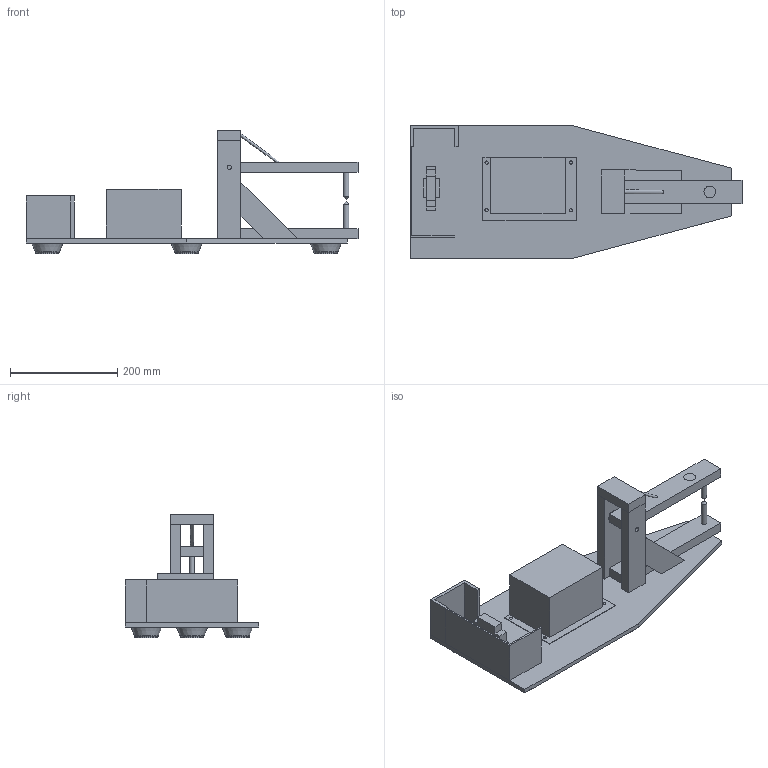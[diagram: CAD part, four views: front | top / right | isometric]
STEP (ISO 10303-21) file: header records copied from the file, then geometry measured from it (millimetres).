
FILE_DESCRIPTION(/* description */ (''),/* implementation_level */ '2;1');
FILE_NAME(/* name */ 'MOT Welder.step',/* time_stamp */ '2024-08-17T00:47:15+02:00',/* author */ (''),/* organization */ (''),/* preprocessor_version */ 'ST-DEVELOPER v20',/* originating_system */ 'Autodesk Translation Framework v13.14.0.145',/* authorisation */ '');
FILE_SCHEMA (('AUTOMOTIVE_DESIGN { 1 0 10303 214 3 1 1 }'));
Length unit declared in the file: millimetre
Products named in the file (1): MOT Welder
Bounding box: 620 x 250 x 230.5 mm (x, y, z)
Volume: 3763083.6 mm3; surface area: 643833 mm2
Topology: 22 solids, 22 shells, 146 faces, 294 edges, 192 vertices
Faces by surface type: plane 116, cylinder 17, cone 7, torus 5, bspline 1
Full cylindrical faces by diameter (mm): 6 x4, 8 x2, 10 x2, 22 x4, 43 x5
Entity records: 4008 total; most frequent: CARTESIAN_POINT 817, DIRECTION 635, ORIENTED_EDGE 584, EDGE_CURVE 292, LINE 241, VECTOR 241, AXIS2_PLACEMENT_3D 197, VERTEX_POINT 192
